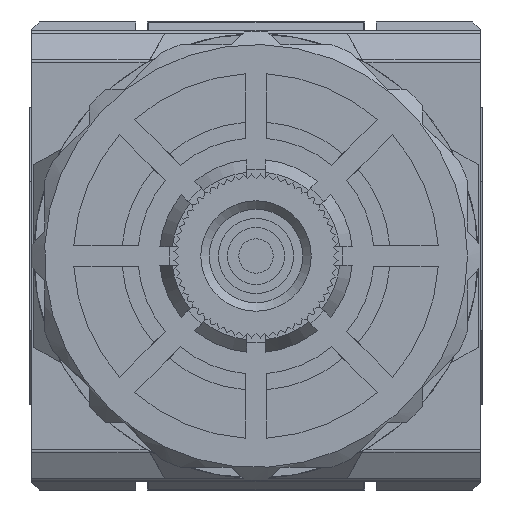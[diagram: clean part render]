
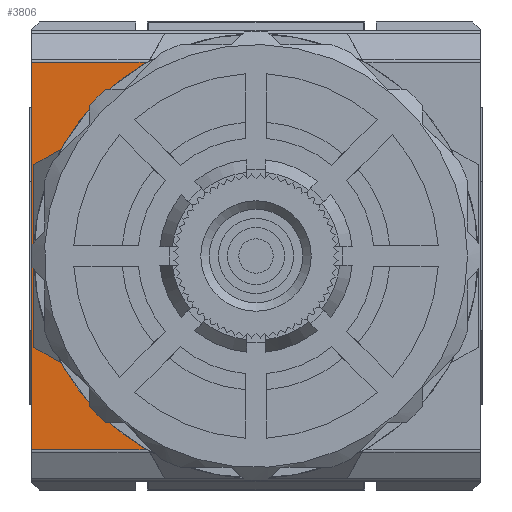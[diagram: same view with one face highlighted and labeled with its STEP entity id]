
A CAD part, front view. The second image highlights one B-rep face of the part: STEP entity #3806.
In plain terms, the highlighted planar face has unit normal (0, -1, 0).
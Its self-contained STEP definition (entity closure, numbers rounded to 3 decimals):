
#3806 = ADVANCED_FACE( '', ( #8635 ), #8636, .F. );
#8635 = FACE_OUTER_BOUND( '', #14584, .T. );
#8636 = PLANE( '', #14585 );
#14584 = EDGE_LOOP( '', ( #25719, #25720, #25721, #25722, #25723, #25724, #25725, #25726 ) );
#14585 = AXIS2_PLACEMENT_3D( '', #25727, #25728, #25729 );
#25719 = ORIENTED_EDGE( '', *, *, #37255, .F. );
#25720 = ORIENTED_EDGE( '', *, *, #39865, .T. );
#25721 = ORIENTED_EDGE( '', *, *, #39866, .T. );
#25722 = ORIENTED_EDGE( '', *, *, #39867, .F. );
#25723 = ORIENTED_EDGE( '', *, *, #37260, .F. );
#25724 = ORIENTED_EDGE( '', *, *, #39868, .F. );
#25725 = ORIENTED_EDGE( '', *, *, #37342, .F. );
#25726 = ORIENTED_EDGE( '', *, *, #39869, .F. );
#25727 = CARTESIAN_POINT( '', ( 20.9, -25.6, 18.039 ) );
#25728 = DIRECTION( '', ( 0., 1., 0. ) );
#25729 = DIRECTION( '', ( 0., 0., 1. ) );
#37255 = EDGE_CURVE( '', #45429, #45431, #45432, .F. );
#37260 = EDGE_CURVE( '', #45439, #45441, #45442, .F. );
#37342 = EDGE_CURVE( '', #45581, #45583, #45584, .T. );
#39865 = EDGE_CURVE( '', #45429, #49422, #49423, .T. );
#39866 = EDGE_CURVE( '', #49422, #49424, #49425, .T. );
#39867 = EDGE_CURVE( '', #45441, #49424, #49426, .T. );
#39868 = EDGE_CURVE( '', #45583, #45439, #49427, .T. );
#39869 = EDGE_CURVE( '', #45431, #45581, #49428, .T. );
#45429 = VERTEX_POINT( '', #56896 );
#45431 = VERTEX_POINT( '', #56901 );
#45432 = CIRCLE( '', #56902, 20.7 );
#45439 = VERTEX_POINT( '', #56910 );
#45441 = VERTEX_POINT( '', #56913 );
#45442 = CIRCLE( '', #56914, 20.7 );
#45581 = VERTEX_POINT( '', #57121 );
#45583 = VERTEX_POINT( '', #57124 );
#45584 = LINE( '', #57125, #57126 );
#49422 = VERTEX_POINT( '', #62994 );
#49423 = LINE( '', #62995, #62996 );
#49424 = VERTEX_POINT( '', #62997 );
#49425 = LINE( '', #62998, #62999 );
#49426 = LINE( '', #63000, #63001 );
#49427 = LINE( '', #63002, #63003 );
#49428 = LINE( '', #63004, #63005 );
#56896 = CARTESIAN_POINT( '', ( -10.153, -25.6, 18.039 ) );
#56901 = CARTESIAN_POINT( '', ( -18.135, -25.6, 9.981 ) );
#56902 = AXIS2_PLACEMENT_3D( '', #69537, #69538, #69539 );
#56910 = CARTESIAN_POINT( '', ( -18.135, -25.6, -9.981 ) );
#56913 = CARTESIAN_POINT( '', ( -10.153, -25.6, -18.039 ) );
#56914 = AXIS2_PLACEMENT_3D( '', #69548, #69549, #69550 );
#57121 = CARTESIAN_POINT( '', ( -20.7, -25.6, 8.5 ) );
#57124 = CARTESIAN_POINT( '', ( -20.7, -25.6, -8.5 ) );
#57125 = CARTESIAN_POINT( '', ( -20.7, -25.6, -8.5 ) );
#57126 = VECTOR( '', #69662, 1000. );
#62994 = CARTESIAN_POINT( '', ( -20.9, -25.6, 18.039 ) );
#62995 = CARTESIAN_POINT( '', ( 20.9, -25.6, 18.039 ) );
#62996 = VECTOR( '', #72556, 1000. );
#62997 = CARTESIAN_POINT( '', ( -20.9, -25.6, -18.039 ) );
#62998 = CARTESIAN_POINT( '', ( -20.9, -25.6, 18.039 ) );
#62999 = VECTOR( '', #72557, 1000. );
#63000 = CARTESIAN_POINT( '', ( 20.9, -25.6, -18.039 ) );
#63001 = VECTOR( '', #72558, 1000. );
#63002 = CARTESIAN_POINT( '', ( -12.966, -25.6, -12.966 ) );
#63003 = VECTOR( '', #72559, 1000. );
#63004 = CARTESIAN_POINT( '', ( -20.7, -25.6, 8.5 ) );
#63005 = VECTOR( '', #72560, 1000. );
#69537 = CARTESIAN_POINT( '', ( 0., -25.6, 0. ) );
#69538 = DIRECTION( '', ( 0., 1., 0. ) );
#69539 = DIRECTION( '', ( 0., 0., 1. ) );
#69548 = CARTESIAN_POINT( '', ( 0., -25.6, 0. ) );
#69549 = DIRECTION( '', ( 0., 1., 0. ) );
#69550 = DIRECTION( '', ( 0., 0., 1. ) );
#69662 = DIRECTION( '', ( 0., 0., -1. ) );
#72556 = DIRECTION( '', ( -1., 0., 0. ) );
#72557 = DIRECTION( '', ( 0., 0., -1. ) );
#72558 = DIRECTION( '', ( -1., 0., 0. ) );
#72559 = DIRECTION( '', ( 0.866, 0., -0.5 ) );
#72560 = DIRECTION( '', ( -0.866, 0., -0.5 ) );
